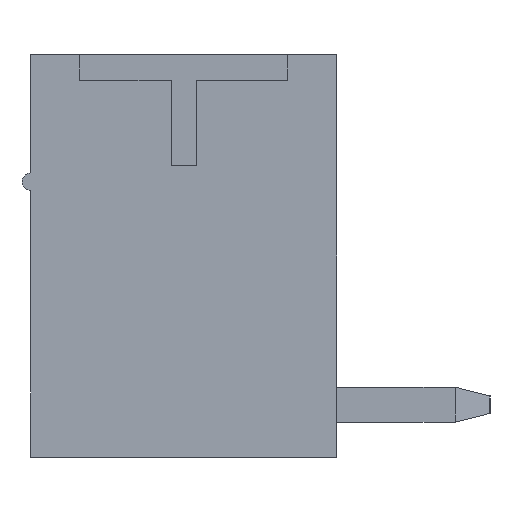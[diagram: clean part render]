
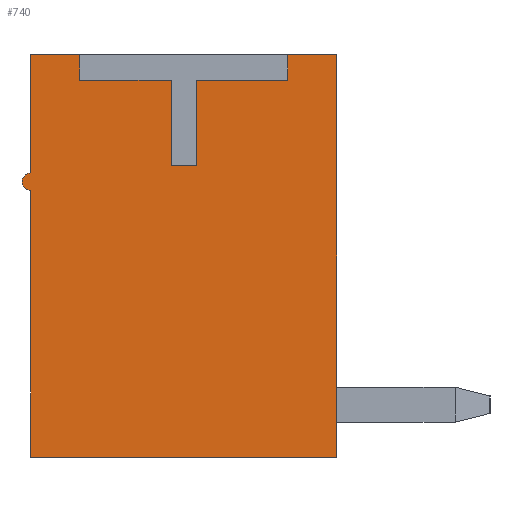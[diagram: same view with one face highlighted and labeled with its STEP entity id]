
A CAD part, left-side view. The second image highlights one B-rep face of the part: STEP entity #740.
In plain terms, the highlighted planar face has unit normal (-1, 0, 0).
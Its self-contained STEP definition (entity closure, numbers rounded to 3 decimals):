
#740 = ADVANCED_FACE( '', ( #1901 ), #1902, .F. );
#1901 = FACE_OUTER_BOUND( '', #3574, .T. );
#1902 = PLANE( '', #3575 );
#3574 = EDGE_LOOP( '', ( #5350, #5351, #5352, #5353, #5354, #5355, #5356, #5357, #5358, #5359, #5360, #5361, #5362, #5363 ) );
#3575 = AXIS2_PLACEMENT_3D( '', #5364, #5365, #5366 );
#5350 = ORIENTED_EDGE( '', *, *, #10385, .F. );
#5351 = ORIENTED_EDGE( '', *, *, #10386, .T. );
#5352 = ORIENTED_EDGE( '', *, *, #10387, .T. );
#5353 = ORIENTED_EDGE( '', *, *, #10388, .T. );
#5354 = ORIENTED_EDGE( '', *, *, #10389, .T. );
#5355 = ORIENTED_EDGE( '', *, *, #10390, .T. );
#5356 = ORIENTED_EDGE( '', *, *, #10391, .T. );
#5357 = ORIENTED_EDGE( '', *, *, #10392, .T. );
#5358 = ORIENTED_EDGE( '', *, *, #10393, .F. );
#5359 = ORIENTED_EDGE( '', *, *, #10394, .T. );
#5360 = ORIENTED_EDGE( '', *, *, #10395, .T. );
#5361 = ORIENTED_EDGE( '', *, *, #10396, .T. );
#5362 = ORIENTED_EDGE( '', *, *, #10397, .F. );
#5363 = ORIENTED_EDGE( '', *, *, #10398, .F. );
#5364 = CARTESIAN_POINT( '', ( -21.55, 0., 0. ) );
#5365 = DIRECTION( '', ( 1., 0., 0. ) );
#5366 = DIRECTION( '', ( 0., 0., -1. ) );
#10385 = EDGE_CURVE( '', #12498, #12499, #12500, .T. );
#10386 = EDGE_CURVE( '', #12498, #12501, #12502, .T. );
#10387 = EDGE_CURVE( '', #12501, #12503, #12504, .T. );
#10388 = EDGE_CURVE( '', #12503, #12505, #12506, .T. );
#10389 = EDGE_CURVE( '', #12505, #12507, #12508, .T. );
#10390 = EDGE_CURVE( '', #12507, #12509, #12510, .T. );
#10391 = EDGE_CURVE( '', #12509, #12511, #12512, .T. );
#10392 = EDGE_CURVE( '', #12511, #12513, #12514, .T. );
#10393 = EDGE_CURVE( '', #12515, #12513, #12516, .T. );
#10394 = EDGE_CURVE( '', #12515, #12517, #12518, .T. );
#10395 = EDGE_CURVE( '', #12517, #12519, #12520, .F. );
#10396 = EDGE_CURVE( '', #12519, #12521, #12522, .T. );
#10397 = EDGE_CURVE( '', #12523, #12521, #12524, .T. );
#10398 = EDGE_CURVE( '', #12499, #12523, #12525, .T. );
#12498 = VERTEX_POINT( '', #15595 );
#12499 = VERTEX_POINT( '', #15596 );
#12500 = LINE( '', #15597, #15598 );
#12501 = VERTEX_POINT( '', #15599 );
#12502 = LINE( '', #15600, #15601 );
#12503 = VERTEX_POINT( '', #15602 );
#12504 = LINE( '', #15603, #15604 );
#12505 = VERTEX_POINT( '', #15605 );
#12506 = LINE( '', #15606, #15607 );
#12507 = VERTEX_POINT( '', #15608 );
#12508 = LINE( '', #15609, #15610 );
#12509 = VERTEX_POINT( '', #15611 );
#12510 = LINE( '', #15612, #15613 );
#12511 = VERTEX_POINT( '', #15614 );
#12512 = LINE( '', #15615, #15616 );
#12513 = VERTEX_POINT( '', #15617 );
#12514 = LINE( '', #15618, #15619 );
#12515 = VERTEX_POINT( '', #15620 );
#12516 = LINE( '', #15621, #15622 );
#12517 = VERTEX_POINT( '', #15623 );
#12518 = LINE( '', #15624, #15625 );
#12519 = VERTEX_POINT( '', #15626 );
#12520 = CIRCLE( '', #15627, 0.2 );
#12521 = VERTEX_POINT( '', #15628 );
#12522 = LINE( '', #15629, #15630 );
#12523 = VERTEX_POINT( '', #15631 );
#12524 = LINE( '', #15632, #15633 );
#12525 = LINE( '', #15634, #15635 );
#15595 = CARTESIAN_POINT( '', ( -21.55, -2.48, 4.6 ) );
#15596 = CARTESIAN_POINT( '', ( -21.55, -3.6, 4.6 ) );
#15597 = CARTESIAN_POINT( '', ( -21.55, 3.6, 4.6 ) );
#15598 = VECTOR( '', #19824, 1000. );
#15599 = CARTESIAN_POINT( '', ( -21.55, -2.48, 4.02 ) );
#15600 = CARTESIAN_POINT( '', ( -21.55, -2.48, 4.6 ) );
#15601 = VECTOR( '', #19825, 1000. );
#15602 = CARTESIAN_POINT( '', ( -21.55, -0.39, 4.02 ) );
#15603 = CARTESIAN_POINT( '', ( -21.55, -2.48, 4.02 ) );
#15604 = VECTOR( '', #19826, 1000. );
#15605 = CARTESIAN_POINT( '', ( -21.55, -0.39, 2.06 ) );
#15606 = CARTESIAN_POINT( '', ( -21.55, -0.39, 4.02 ) );
#15607 = VECTOR( '', #19827, 1000. );
#15608 = CARTESIAN_POINT( '', ( -21.55, 0.19, 2.06 ) );
#15609 = CARTESIAN_POINT( '', ( -21.55, -0.39, 2.06 ) );
#15610 = VECTOR( '', #19828, 1000. );
#15611 = CARTESIAN_POINT( '', ( -21.55, 0.19, 4.02 ) );
#15612 = CARTESIAN_POINT( '', ( -21.55, 0.19, 2.06 ) );
#15613 = VECTOR( '', #19829, 1000. );
#15614 = CARTESIAN_POINT( '', ( -21.55, 2.28, 4.02 ) );
#15615 = CARTESIAN_POINT( '', ( -21.55, 0.19, 4.02 ) );
#15616 = VECTOR( '', #19830, 1000. );
#15617 = CARTESIAN_POINT( '', ( -21.55, 2.28, 4.6 ) );
#15618 = CARTESIAN_POINT( '', ( -21.55, 2.28, 4.02 ) );
#15619 = VECTOR( '', #19831, 1000. );
#15620 = CARTESIAN_POINT( '', ( -21.55, 3.4, 4.6 ) );
#15621 = CARTESIAN_POINT( '', ( -21.55, 3.6, 4.6 ) );
#15622 = VECTOR( '', #19832, 1000. );
#15623 = CARTESIAN_POINT( '', ( -21.55, 3.4, 1.9 ) );
#15624 = CARTESIAN_POINT( '', ( -21.55, 3.4, 0. ) );
#15625 = VECTOR( '', #19833, 1000. );
#15626 = CARTESIAN_POINT( '', ( -21.55, 3.4, 1.5 ) );
#15627 = AXIS2_PLACEMENT_3D( '', #19834, #19835, #19836 );
#15628 = CARTESIAN_POINT( '', ( -21.55, 3.4, -4.6 ) );
#15629 = CARTESIAN_POINT( '', ( -21.55, 3.4, 0. ) );
#15630 = VECTOR( '', #19837, 1000. );
#15631 = CARTESIAN_POINT( '', ( -21.55, -3.6, -4.6 ) );
#15632 = CARTESIAN_POINT( '', ( -21.55, -3.6, -4.6 ) );
#15633 = VECTOR( '', #19838, 1000. );
#15634 = CARTESIAN_POINT( '', ( -21.55, -3.6, 4.6 ) );
#15635 = VECTOR( '', #19839, 1000. );
#19824 = DIRECTION( '', ( 0., -1., 0. ) );
#19825 = DIRECTION( '', ( 0., 0., -1. ) );
#19826 = DIRECTION( '', ( 0., 1., 0. ) );
#19827 = DIRECTION( '', ( 0., 0., -1. ) );
#19828 = DIRECTION( '', ( 0., 1., 0. ) );
#19829 = DIRECTION( '', ( 0., 0., 1. ) );
#19830 = DIRECTION( '', ( 0., 1., 0. ) );
#19831 = DIRECTION( '', ( 0., 0., 1. ) );
#19832 = DIRECTION( '', ( 0., -1., 0. ) );
#19833 = DIRECTION( '', ( 0., 0., -1. ) );
#19834 = CARTESIAN_POINT( '', ( -21.55, 3.4, 1.7 ) );
#19835 = DIRECTION( '', ( 1., 0., 0. ) );
#19836 = DIRECTION( '', ( 0., 0., -1. ) );
#19837 = DIRECTION( '', ( 0., 0., -1. ) );
#19838 = DIRECTION( '', ( 0., 1., 0. ) );
#19839 = DIRECTION( '', ( 0., 0., -1. ) );
